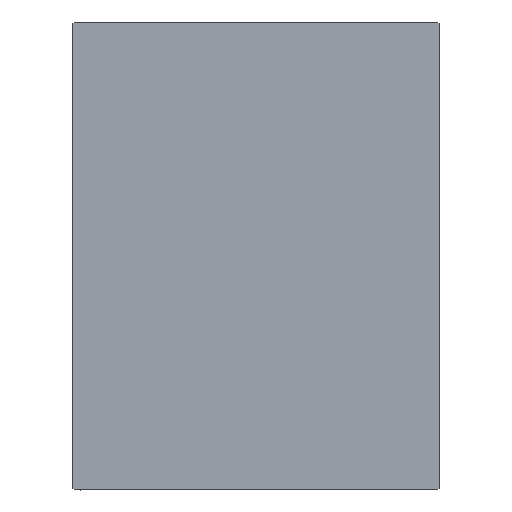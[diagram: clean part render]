
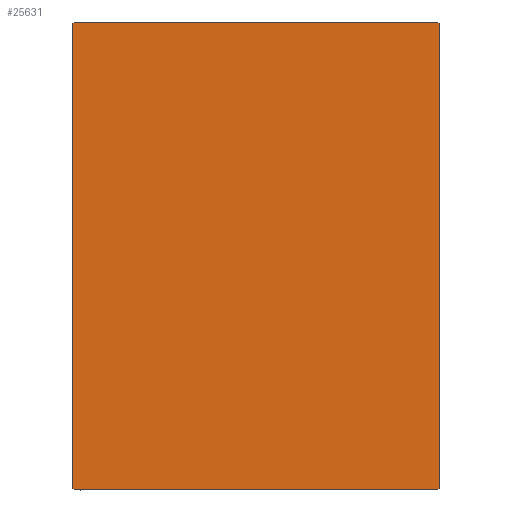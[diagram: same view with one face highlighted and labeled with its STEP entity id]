
A CAD part, left-side view. The second image highlights one B-rep face of the part: STEP entity #25631.
In plain terms, the highlighted face is planar.
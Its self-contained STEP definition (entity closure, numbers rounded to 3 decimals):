
#934 = VECTOR ( 'NONE', #13952, 1000. ) ;
#1197 = CARTESIAN_POINT ( 'NONE',  ( 158., -45., 57.5 ) ) ;
#2287 = DIRECTION ( 'NONE',  ( 0., -0.707, -0.707 ) ) ;
#2802 = ORIENTED_EDGE ( 'NONE', *, *, #10285, .T. ) ;
#4499 = ORIENTED_EDGE ( 'NONE', *, *, #19732, .T. ) ;
#4524 = LINE ( 'NONE', #1197, #934 ) ;
#5606 = CARTESIAN_POINT ( 'NONE',  ( 158., 51.1, -51.1 ) ) ;
#7659 = VERTEX_POINT ( 'NONE', #35311 ) ;
#8796 = CARTESIAN_POINT ( 'NONE',  ( 158., -51.1, -51.1 ) ) ;
#8821 = VECTOR ( 'NONE', #26468, 1000. ) ;
#8881 = LINE ( 'NONE', #33451, #22283 ) ;
#9187 = ORIENTED_EDGE ( 'NONE', *, *, #39092, .T. ) ;
#9369 = LINE ( 'NONE', #30464, #29876 ) ;
#9696 = VECTOR ( 'NONE', #22333, 1000. ) ;
#10027 = EDGE_CURVE ( 'NONE', #25041, #7659, #15573, .T. ) ;
#10285 = EDGE_CURVE ( 'NONE', #10664, #40181, #8881, .T. ) ;
#10664 = VERTEX_POINT ( 'NONE', #13625 ) ;
#11066 = CARTESIAN_POINT ( 'NONE',  ( 158., -45., -57.2 ) ) ;
#11488 = DIRECTION ( 'NONE',  ( 0., -0.707, 0.707 ) ) ;
#11831 = LINE ( 'NONE', #19348, #25496 ) ;
#13625 = CARTESIAN_POINT ( 'NONE',  ( 158., 44.7, 57.5 ) ) ;
#13952 = DIRECTION ( 'NONE',  ( 0., 0., -1. ) ) ;
#14052 = EDGE_LOOP ( 'NONE', ( #18444, #22660, #38788, #9187, #2802, #17241, #27310, #4499 ) ) ;
#15573 = LINE ( 'NONE', #5606, #8821 ) ;
#15869 = CARTESIAN_POINT ( 'NONE',  ( 158., -44.7, -57.5 ) ) ;
#17241 = ORIENTED_EDGE ( 'NONE', *, *, #32227, .T. ) ;
#17622 = DIRECTION ( 'NONE',  ( 1., 0., 0. ) ) ;
#18444 = ORIENTED_EDGE ( 'NONE', *, *, #38822, .T. ) ;
#18638 = CARTESIAN_POINT ( 'NONE',  ( 158., 44.7, -57.5 ) ) ;
#19348 = CARTESIAN_POINT ( 'NONE',  ( 158., -51.1, 51.1 ) ) ;
#19503 = DIRECTION ( 'NONE',  ( 0., 0., 1. ) ) ;
#19637 = VERTEX_POINT ( 'NONE', #15869 ) ;
#19648 = LINE ( 'NONE', #8796, #9696 ) ;
#19732 = EDGE_CURVE ( 'NONE', #22099, #19637, #19648, .T. ) ;
#21180 = FACE_OUTER_BOUND ( 'NONE', #14052, .T. ) ;
#21866 = AXIS2_PLACEMENT_3D ( 'NONE', #34293, #17622, #34078 ) ;
#22099 = VERTEX_POINT ( 'NONE', #11066 ) ;
#22283 = VECTOR ( 'NONE', #26812, 1000. ) ;
#22333 = DIRECTION ( 'NONE',  ( 0., 0.707, -0.707 ) ) ;
#22660 = ORIENTED_EDGE ( 'NONE', *, *, #10027, .T. ) ;
#25041 = VERTEX_POINT ( 'NONE', #18638 ) ;
#25496 = VECTOR ( 'NONE', #2287, 1000. ) ;
#25504 = CARTESIAN_POINT ( 'NONE',  ( 158., -44.7, 57.5 ) ) ;
#25631 = ADVANCED_FACE ( 'NONE', ( #21180 ), #31190, .T. ) ;
#26200 = CARTESIAN_POINT ( 'NONE',  ( 158., 45., -57.5 ) ) ;
#26340 = VECTOR ( 'NONE', #11488, 1000. ) ;
#26468 = DIRECTION ( 'NONE',  ( 0., 0.707, 0.707 ) ) ;
#26812 = DIRECTION ( 'NONE',  ( 0., -1., 0. ) ) ;
#27310 = ORIENTED_EDGE ( 'NONE', *, *, #39886, .T. ) ;
#28170 = CARTESIAN_POINT ( 'NONE',  ( 158., 51.1, 51.1 ) ) ;
#29802 = DIRECTION ( 'NONE',  ( 0., 1., 0. ) ) ;
#29876 = VECTOR ( 'NONE', #29802, 1000. ) ;
#30464 = CARTESIAN_POINT ( 'NONE',  ( 158., -45., -57.5 ) ) ;
#30755 = VERTEX_POINT ( 'NONE', #42125 ) ;
#31190 = PLANE ( 'NONE',  #21866 ) ;
#32227 = EDGE_CURVE ( 'NONE', #40181, #30755, #11831, .T. ) ;
#32657 = VECTOR ( 'NONE', #19503, 1000. ) ;
#33451 = CARTESIAN_POINT ( 'NONE',  ( 158., 45., 57.5 ) ) ;
#34078 = DIRECTION ( 'NONE',  ( 0., 0., -1. ) ) ;
#34293 = CARTESIAN_POINT ( 'NONE',  ( 158., 0., 0. ) ) ;
#35032 = LINE ( 'NONE', #28170, #26340 ) ;
#35311 = CARTESIAN_POINT ( 'NONE',  ( 158., 45., -57.2 ) ) ;
#35955 = LINE ( 'NONE', #26200, #32657 ) ;
#37693 = EDGE_CURVE ( 'NONE', #7659, #40763, #35955, .T. ) ;
#38037 = CARTESIAN_POINT ( 'NONE',  ( 158., 45., 57.2 ) ) ;
#38788 = ORIENTED_EDGE ( 'NONE', *, *, #37693, .T. ) ;
#38822 = EDGE_CURVE ( 'NONE', #19637, #25041, #9369, .T. ) ;
#39092 = EDGE_CURVE ( 'NONE', #40763, #10664, #35032, .T. ) ;
#39886 = EDGE_CURVE ( 'NONE', #30755, #22099, #4524, .T. ) ;
#40181 = VERTEX_POINT ( 'NONE', #25504 ) ;
#40763 = VERTEX_POINT ( 'NONE', #38037 ) ;
#42125 = CARTESIAN_POINT ( 'NONE',  ( 158., -45., 57.2 ) ) ;
